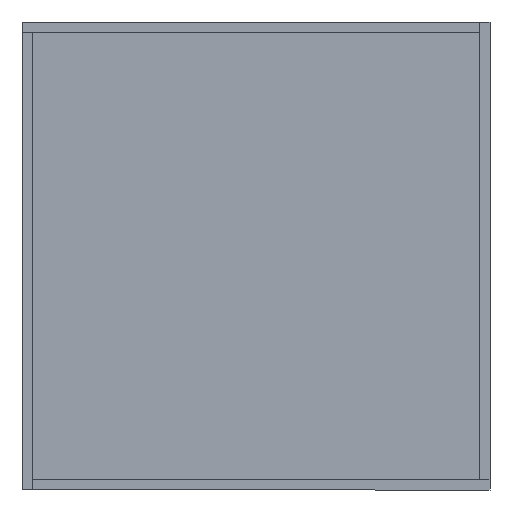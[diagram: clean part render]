
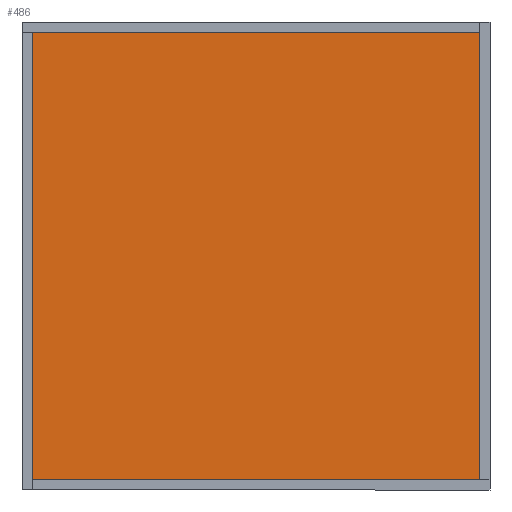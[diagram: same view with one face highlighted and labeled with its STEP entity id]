
A CAD part, front view. The second image highlights one B-rep face of the part: STEP entity #486.
In plain terms, the highlighted planar face has unit normal (0, -1, 0).
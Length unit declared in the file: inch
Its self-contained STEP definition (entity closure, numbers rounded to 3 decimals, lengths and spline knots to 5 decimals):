
#56=FACE_OUTER_BOUND('',#86,.T.);
#86=EDGE_LOOP('',(#351,#352,#353,#354));
#111=LINE('',#760,#171);
#115=LINE('',#768,#175);
#118=LINE('',#774,#178);
#121=LINE('',#779,#181);
#171=VECTOR('',#619,0.3937);
#175=VECTOR('',#625,0.3937);
#178=VECTOR('',#630,0.3937);
#181=VECTOR('',#635,0.3937);
#231=VERTEX_POINT('',#758);
#232=VERTEX_POINT('',#759);
#235=VERTEX_POINT('',#767);
#237=VERTEX_POINT('',#773);
#271=EDGE_CURVE('',#231,#232,#111,.T.);
#275=EDGE_CURVE('',#231,#235,#115,.T.);
#278=EDGE_CURVE('',#235,#237,#118,.T.);
#281=EDGE_CURVE('',#232,#237,#121,.T.);
#351=ORIENTED_EDGE('',*,*,#281,.F.);
#352=ORIENTED_EDGE('',*,*,#271,.F.);
#353=ORIENTED_EDGE('',*,*,#275,.T.);
#354=ORIENTED_EDGE('',*,*,#278,.T.);
#456=PLANE('',#579);
#486=ADVANCED_FACE('',(#56),#456,.F.);
#579=AXIS2_PLACEMENT_3D('',#782,#639,#640);
#619=DIRECTION('',(1.,0.,0.));
#625=DIRECTION('',(0.,0.,-1.));
#630=DIRECTION('',(1.,0.,0.));
#635=DIRECTION('',(0.,0.,-1.));
#639=DIRECTION('center_axis',(0.,1.,0.));
#640=DIRECTION('ref_axis',(1.,0.,0.));
#758=CARTESIAN_POINT('',(0.,0.,32.));
#759=CARTESIAN_POINT('',(32.,0.,32.));
#760=CARTESIAN_POINT('',(-0.74,0.,32.));
#767=CARTESIAN_POINT('',(0.,0.,0.));
#768=CARTESIAN_POINT('',(0.,0.,32.));
#773=CARTESIAN_POINT('',(32.,0.,0.));
#774=CARTESIAN_POINT('',(0.,0.,0.));
#779=CARTESIAN_POINT('',(32.,0.,32.74));
#782=CARTESIAN_POINT('Origin',(16.,0.,16.));
